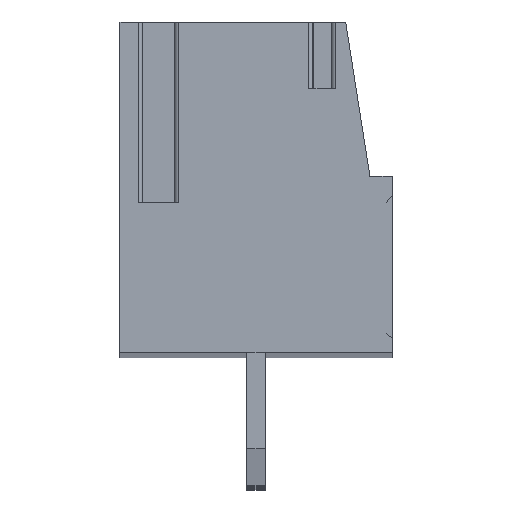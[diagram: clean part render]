
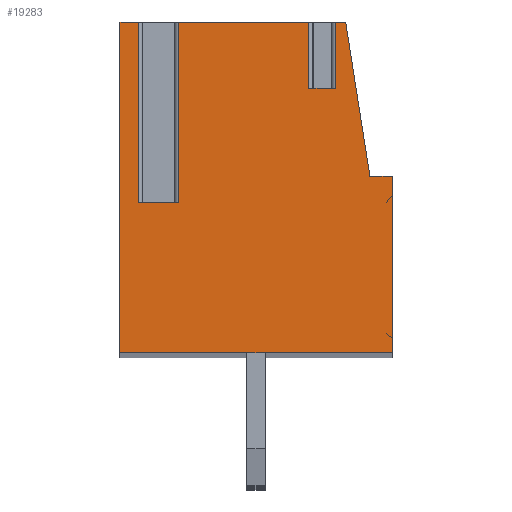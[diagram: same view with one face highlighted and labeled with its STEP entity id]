
A CAD part, top view. The second image highlights one B-rep face of the part: STEP entity #19283.
In plain terms, the highlighted planar face has unit normal (0, 0, 1).
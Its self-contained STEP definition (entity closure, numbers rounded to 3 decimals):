
#5539=DIRECTION('',(0.,1.,0.));
#5540=VECTOR('',#5539,1.8);
#5541=CARTESIAN_POINT('',(1.436,2.4,1.905));
#5542=LINE('',#5541,#5540);
#5543=DIRECTION('',(0.,1.,0.));
#5544=VECTOR('',#5543,1.8);
#5545=CARTESIAN_POINT('',(2.164,2.4,1.905));
#5546=LINE('',#5545,#5544);
#5547=DIRECTION('',(-1.,0.,0.));
#5548=VECTOR('',#5547,0.276);
#5549=CARTESIAN_POINT('',(2.44,4.2,1.905));
#5550=LINE('',#5549,#5548);
#5551=DIRECTION('',(-0.155,0.988,0.));
#5552=VECTOR('',#5551,4.252);
#5553=CARTESIAN_POINT('',(3.1,0.,1.905));
#5554=LINE('',#5553,#5552);
#5555=DIRECTION('',(-1.,0.,0.));
#5556=VECTOR('',#5555,0.6);
#5557=CARTESIAN_POINT('',(3.7,0.,1.905));
#5558=LINE('',#5557,#5556);
#5559=DIRECTION('',(0.,1.,0.));
#5560=VECTOR('',#5559,4.8);
#5561=CARTESIAN_POINT('',(3.7,-4.8,1.905));
#5562=LINE('',#5561,#5560);
#5563=DIRECTION('',(1.,0.,0.));
#5564=VECTOR('',#5563,7.4);
#5565=CARTESIAN_POINT('',(-3.7,-4.8,1.905));
#5566=LINE('',#5565,#5564);
#5567=DIRECTION('',(0.,-1.,0.));
#5568=VECTOR('',#5567,9.);
#5569=CARTESIAN_POINT('',(-3.7,4.2,1.905));
#5570=LINE('',#5569,#5568);
#5571=DIRECTION('',(-1.,0.,0.));
#5572=VECTOR('',#5571,0.504);
#5573=CARTESIAN_POINT('',(-3.196,4.2,1.905));
#5574=LINE('',#5573,#5572);
#5575=DIRECTION('',(0.,1.,0.));
#5576=VECTOR('',#5575,4.9);
#5577=CARTESIAN_POINT('',(-3.196,-0.7,1.905));
#5578=LINE('',#5577,#5576);
#5579=DIRECTION('',(-1.,0.,0.));
#5580=VECTOR('',#5579,1.093);
#5581=CARTESIAN_POINT('',(-2.104,-0.7,1.905));
#5582=LINE('',#5581,#5580);
#5583=DIRECTION('',(0.,1.,0.));
#5584=VECTOR('',#5583,4.9);
#5585=CARTESIAN_POINT('',(-2.104,-0.7,1.905));
#5586=LINE('',#5585,#5584);
#5587=DIRECTION('',(-1.,0.,0.));
#5588=VECTOR('',#5587,3.54);
#5589=CARTESIAN_POINT('',(1.436,4.2,1.905));
#5590=LINE('',#5589,#5588);
#5600=DIRECTION('',(1.,0.,0.));
#5601=VECTOR('',#5600,0.728);
#5602=CARTESIAN_POINT('',(1.436,2.4,1.905));
#5603=LINE('',#5602,#5601);
#8879=CARTESIAN_POINT('',(3.7,0.,1.905));
#8880=CARTESIAN_POINT('',(3.1,0.,1.905));
#8881=VERTEX_POINT('',#8879);
#8882=VERTEX_POINT('',#8880);
#8883=CARTESIAN_POINT('',(2.44,4.2,1.905));
#8884=VERTEX_POINT('',#8883);
#8885=CARTESIAN_POINT('',(-3.7,4.2,1.905));
#8886=CARTESIAN_POINT('',(-3.7,-4.8,1.905));
#8887=VERTEX_POINT('',#8885);
#8888=VERTEX_POINT('',#8886);
#8889=CARTESIAN_POINT('',(3.7,-4.8,1.905));
#8890=VERTEX_POINT('',#8889);
#8899=CARTESIAN_POINT('',(-2.104,-0.7,1.905));
#8900=CARTESIAN_POINT('',(-3.196,-0.7,1.905));
#8901=VERTEX_POINT('',#8899);
#8902=VERTEX_POINT('',#8900);
#8903=CARTESIAN_POINT('',(-3.196,4.2,1.905));
#8904=VERTEX_POINT('',#8903);
#8905=CARTESIAN_POINT('',(-2.104,4.2,1.905));
#8906=VERTEX_POINT('',#8905);
#8911=CARTESIAN_POINT('',(1.436,4.2,1.905));
#8912=VERTEX_POINT('',#8911);
#8914=CARTESIAN_POINT('',(2.164,4.2,1.905));
#8916=VERTEX_POINT('',#8914);
#8979=CARTESIAN_POINT('',(1.436,2.4,1.905));
#8980=VERTEX_POINT('',#8979);
#8982=CARTESIAN_POINT('',(2.164,2.4,1.905));
#8984=VERTEX_POINT('',#8982);
#19252=CARTESIAN_POINT('',(0.,0.,1.905));
#19253=DIRECTION('',(0.,0.,1.));
#19254=DIRECTION('',(1.,0.,0.));
#19255=AXIS2_PLACEMENT_3D('',#19252,#19253,#19254);
#19256=PLANE('',#19255);
#19258=ORIENTED_EDGE('',*,*,#19257,.F.);
#19260=ORIENTED_EDGE('',*,*,#19259,.T.);
#19262=ORIENTED_EDGE('',*,*,#19261,.T.);
#19263=ORIENTED_EDGE('',*,*,#11600,.F.);
#19265=ORIENTED_EDGE('',*,*,#19264,.F.);
#19267=ORIENTED_EDGE('',*,*,#19266,.F.);
#19269=ORIENTED_EDGE('',*,*,#19268,.F.);
#19271=ORIENTED_EDGE('',*,*,#19270,.F.);
#19272=ORIENTED_EDGE('',*,*,#18165,.F.);
#19273=ORIENTED_EDGE('',*,*,#11624,.F.);
#19275=ORIENTED_EDGE('',*,*,#19274,.F.);
#19277=ORIENTED_EDGE('',*,*,#19276,.F.);
#19279=ORIENTED_EDGE('',*,*,#19278,.T.);
#19280=ORIENTED_EDGE('',*,*,#11612,.F.);
#19281=EDGE_LOOP('',(#19258,#19260,#19262,#19263,#19265,#19267,#19269,#19271,
#19272,#19273,#19275,#19277,#19279,#19280));
#19282=FACE_OUTER_BOUND('',#19281,.F.);
#11600=EDGE_CURVE('',#8884,#8916,#5550,.T.);
#11612=EDGE_CURVE('',#8912,#8906,#5590,.T.);
#11624=EDGE_CURVE('',#8904,#8887,#5574,.T.);
#18165=EDGE_CURVE('',#8887,#8888,#5570,.T.);
#19257=EDGE_CURVE('',#8980,#8912,#5542,.T.);
#19259=EDGE_CURVE('',#8980,#8984,#5603,.T.);
#19261=EDGE_CURVE('',#8984,#8916,#5546,.T.);
#19264=EDGE_CURVE('',#8882,#8884,#5554,.T.);
#19266=EDGE_CURVE('',#8881,#8882,#5558,.T.);
#19268=EDGE_CURVE('',#8890,#8881,#5562,.T.);
#19270=EDGE_CURVE('',#8888,#8890,#5566,.T.);
#19274=EDGE_CURVE('',#8902,#8904,#5578,.T.);
#19276=EDGE_CURVE('',#8901,#8902,#5582,.T.);
#19278=EDGE_CURVE('',#8901,#8906,#5586,.T.);
#19283=ADVANCED_FACE('',(#19282),#19256,.T.);
